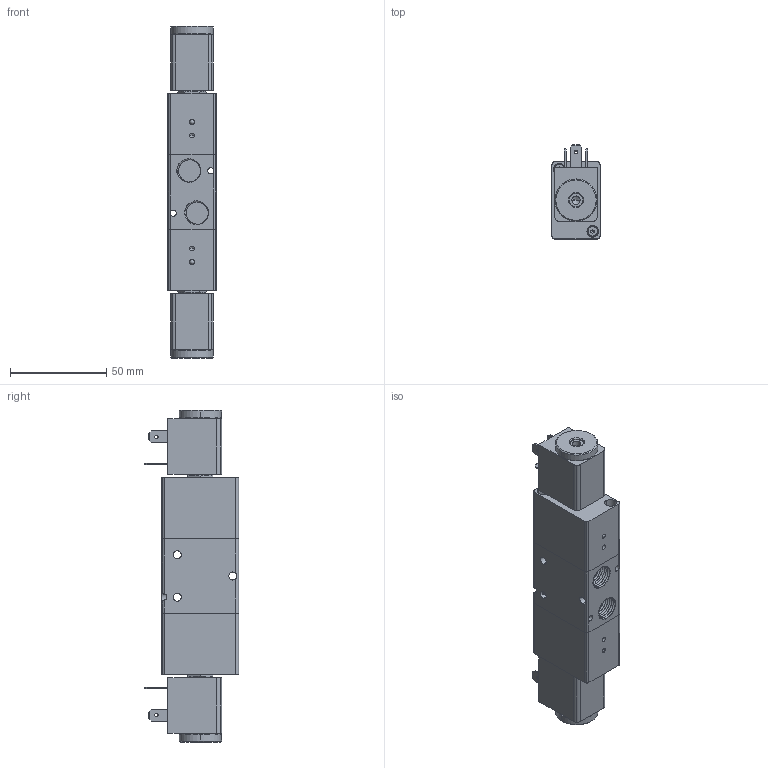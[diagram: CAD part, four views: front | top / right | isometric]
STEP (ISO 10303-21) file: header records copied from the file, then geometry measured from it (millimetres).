
FILE_DESCRIPTION((''),'2;1');
FILE_NAME('01_050_3.stp','2003-01-03T00:11:00',('Branislav Petkovic'),('AZ Pneumatica'),'AutoCAD STEP 2000i','AutoCAD 2000i','Via J. F. Kennedy, 26, 20020 Misinto (MI), ITALY');
FILE_SCHEMA(('CONFIG_CONTROL_DESIGN'));
Length unit declared in the file: millimetre
Products named in the file (9): 01_050_3; 322 TELO; PART1; MAGNET; PART1A; X22 KOTVA KRATKA SA RUPOM; PART2; STEZAC; PODLOSKA
Assembly tree (10 placements, depth 3):
  01_050_3
    322 TELO
      PART1
    MAGNET  x2
      PART1A
    X22 KOTVA KRATKA SA RUPOM  x2
      PART2
      STEZAC
      PODLOSKA
Bounding box: 25 x 49.09 x 172.8 mm (x, y, z)
Surface area: 40630.6 mm2 (no closed solid volume)
Topology: 0 solids, 13 shells, 671 faces, 1698 edges, 1074 vertices
Faces by surface type: cylinder 323, plane 222, cone 88, bspline 18, torus 16, sphere 4
Entity records: 23952 total; most frequent: CARTESIAN_POINT 14139, ORIENTED_EDGE 2108, DIRECTION 1852, EDGE_CURVE 1054, AXIS2_PLACEMENT_3D 693, VERTEX_POINT 681, VECTOR 466, LINE 466
